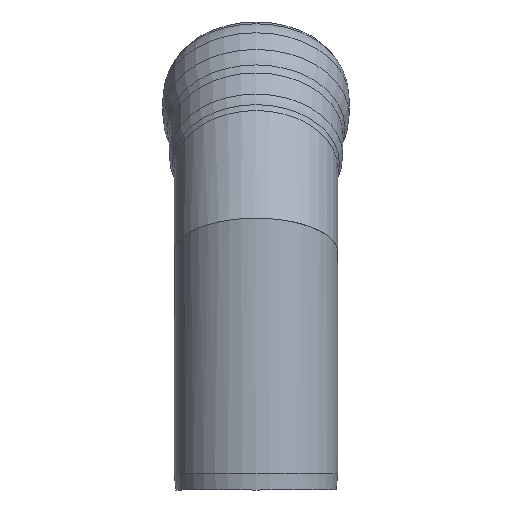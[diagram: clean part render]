
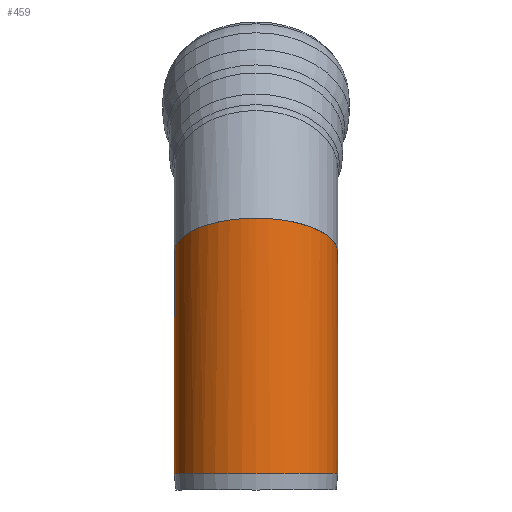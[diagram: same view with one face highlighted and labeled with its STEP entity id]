
A CAD part, left-side view. The second image highlights one B-rep face of the part: STEP entity #459.
In plain terms, the highlighted cylindrical face has radius 508 mm (diameter 1016 mm), a full revolution.
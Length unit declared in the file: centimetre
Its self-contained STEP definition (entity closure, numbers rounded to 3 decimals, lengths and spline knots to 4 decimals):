
#32=ELLIPSE('',#538,54.9855,50.8);
#55=LINE('',#860,#72);
#72=VECTOR('',#703,50.8);
#82=CYLINDRICAL_SURFACE('',#537,50.8);
#108=FACE_OUTER_BOUND('',#136,.T.);
#136=EDGE_LOOP('',(#415,#416,#417,#418));
#185=CIRCLE('',#536,50.8);
#224=VERTEX_POINT('',#855);
#225=VERTEX_POINT('',#859);
#288=EDGE_CURVE('',#224,#224,#185,.T.);
#289=EDGE_CURVE('',#224,#225,#55,.T.);
#290=EDGE_CURVE('',#225,#225,#32,.T.);
#415=ORIENTED_EDGE('',*,*,#288,.F.);
#416=ORIENTED_EDGE('',*,*,#289,.T.);
#417=ORIENTED_EDGE('',*,*,#290,.F.);
#418=ORIENTED_EDGE('',*,*,#289,.F.);
#459=ADVANCED_FACE('',(#108),#82,.T.);
#536=AXIS2_PLACEMENT_3D('',#857,#699,#700);
#537=AXIS2_PLACEMENT_3D('',#858,#701,#702);
#538=AXIS2_PLACEMENT_3D('',#861,#704,#705);
#699=DIRECTION('center_axis',(0.,0.,-1.));
#700=DIRECTION('ref_axis',(1.,0.,0.));
#701=DIRECTION('center_axis',(0.,0.,-1.));
#702=DIRECTION('ref_axis',(1.,0.,0.));
#703=DIRECTION('',(0.,0.,1.));
#704=DIRECTION('center_axis',(0.383,0.,0.924));
#705=DIRECTION('ref_axis',(0.924,0.,-0.383));
#855=CARTESIAN_POINT('',(-50.8,0.,10.));
#857=CARTESIAN_POINT('Origin',(0.,0.,
10.));
#858=CARTESIAN_POINT('Origin',(0.,0.,
12.5));
#859=CARTESIAN_POINT('',(-50.8,0.,169.042));
#860=CARTESIAN_POINT('',(-50.8,0.,12.5));
#861=CARTESIAN_POINT('Origin',(0.,0.,
148.));
